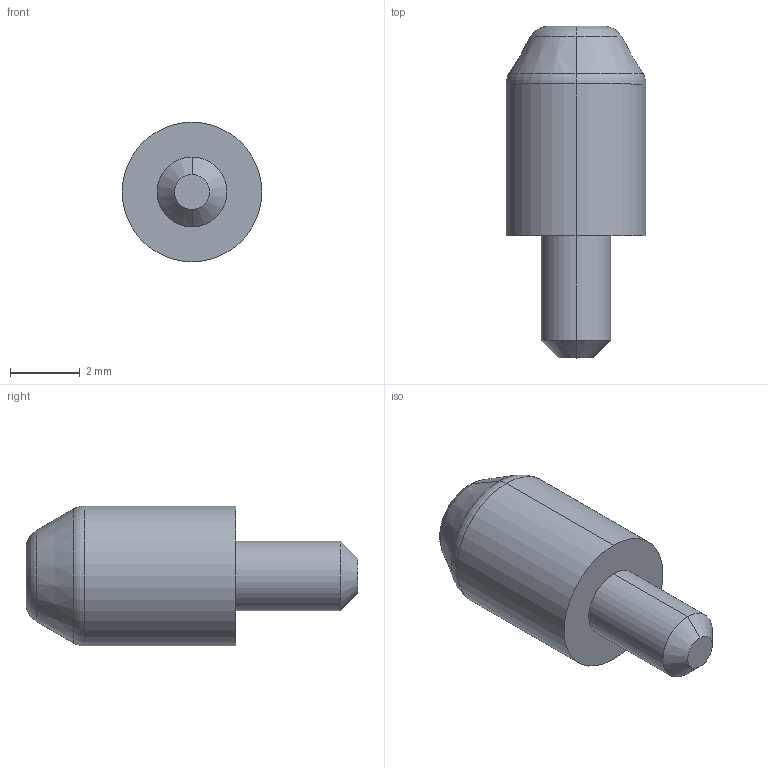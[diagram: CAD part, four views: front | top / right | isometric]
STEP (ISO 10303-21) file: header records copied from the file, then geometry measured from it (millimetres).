
FILE_DESCRIPTION (( 'STEP AP214' ), '1' );
FILE_NAME ('53322~3.STEP', '2019-04-03T11:27:51', ( '' ), ( '' ), 'SwSTEP 2.0', 'SolidWorks 2018', '' );
FILE_SCHEMA (( 'AUTOMOTIVE_DESIGN' ));
Length unit declared in the file: millimetre
Products named in the file (1): 53322~3
Bounding box: 4 x 9.5 x 4 mm (x, y, z)
Volume: 78.7 mm3; surface area: 110.5 mm2
Topology: 2 solids, 2 shells, 20 faces, 37 edges, 22 vertices
Faces by surface type: cylinder 6, plane 6, torus 4, cone 4
Entity records: 599 total; most frequent: DIRECTION 103, CARTESIAN_POINT 80, ORIENTED_EDGE 74, AXIS2_PLACEMENT_3D 45, EDGE_CURVE 37, CIRCLE 24, VERTEX_POINT 22, EDGE_LOOP 21
